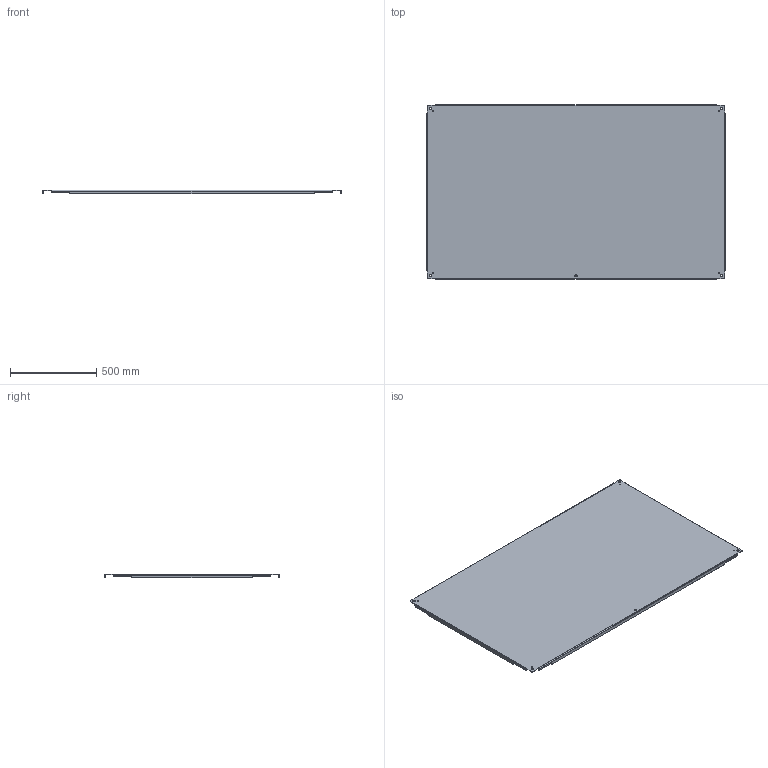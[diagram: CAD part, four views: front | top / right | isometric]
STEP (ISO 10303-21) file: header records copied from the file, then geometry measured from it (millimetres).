
FILE_DESCRIPTION (( 'STEP AP214' ), '1' );
FILE_NAME ('SCE-90P72F2.STEP', '2021-01-27T22:27:51', ( '' ), ( '' ), 'SwSTEP 2.0', 'SolidWorks 2019', '' );
FILE_SCHEMA (( 'AUTOMOTIVE_DESIGN' ));
Length unit declared in the file: inch
Products named in the file (1): SCE-90P72F2
Bounding box: 1725.61 x 1011.24 x 22.23 mm (x, y, z)
Volume: 5788110.7 mm3; surface area: 3664619.8 mm2
Topology: 1 solids, 1 shells, 107 faces, 299 edges, 194 vertices
Faces by surface type: plane 46, cylinder 37, bspline 24
Full cylindrical faces by diameter (mm): 7.137 x4, 12.7 x5
Entity records: 4066 total; most frequent: CARTESIAN_POINT 1344, ORIENTED_EDGE 580, DIRECTION 500, EDGE_CURVE 290, VERTEX_POINT 194, LINE 184, VECTOR 184, AXIS2_PLACEMENT_3D 158
